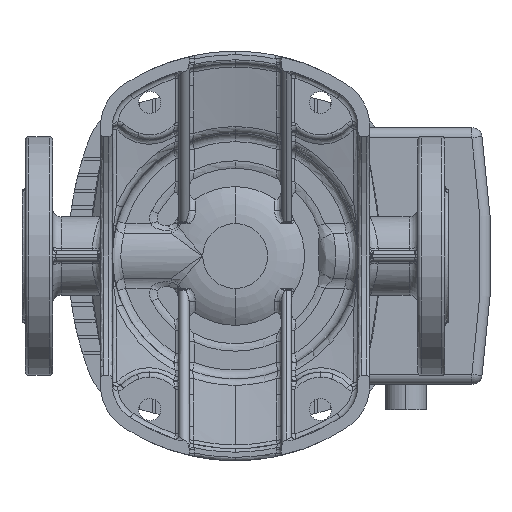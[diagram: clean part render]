
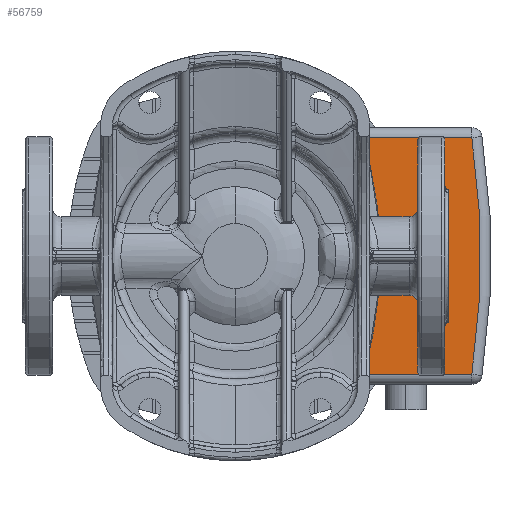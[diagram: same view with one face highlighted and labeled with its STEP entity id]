
A CAD part, front view. The second image highlights one B-rep face of the part: STEP entity #56759.
In plain terms, the highlighted face is planar.
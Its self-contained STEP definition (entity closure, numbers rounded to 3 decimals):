
#476 = DIRECTION ( 'NONE',  ( 1., 0., 0. ) ) ;
#577 = EDGE_CURVE ( 'NONE', #29054, #32077, #16348, .T. ) ;
#988 = DIRECTION ( 'NONE',  ( 0., -1., 0. ) ) ;
#1158 = CARTESIAN_POINT ( 'NONE',  ( -98., 56., -106. ) ) ;
#1617 = LINE ( 'NONE', #59367, #56128 ) ;
#3103 = CIRCLE ( 'NONE', #41764, 462. ) ;
#3400 = DIRECTION ( 'NONE',  ( 0., 0., 1. ) ) ;
#3479 = EDGE_CURVE ( 'NONE', #10414, #18445, #10839, .T. ) ;
#5913 = ORIENTED_EDGE ( 'NONE', *, *, #19429, .T. ) ;
#6207 = VECTOR ( 'NONE', #21744, 1000. ) ;
#6903 = CIRCLE ( 'NONE', #48854, 196. ) ;
#7022 = EDGE_LOOP ( 'NONE', ( #22264, #51543, #39005, #36991, #34423, #56209, #63912, #52283, #60882, #5913 ) ) ;
#7143 = CARTESIAN_POINT ( 'NONE',  ( 61.937, 56., -106. ) ) ;
#7200 = FACE_OUTER_BOUND ( 'NONE', #7022, .T. ) ;
#7760 = CIRCLE ( 'NONE', #28768, 196. ) ;
#9462 = VERTEX_POINT ( 'NONE', #11252 ) ;
#10414 = VERTEX_POINT ( 'NONE', #7143 ) ;
#10839 = LINE ( 'NONE', #1158, #14811 ) ;
#11013 = CARTESIAN_POINT ( 'NONE',  ( 98., 0., -106. ) ) ;
#11252 = CARTESIAN_POINT ( 'NONE',  ( -69.25, 138.781, -106. ) ) ;
#12783 = CARTESIAN_POINT ( 'NONE',  ( 89.222, 58., -106. ) ) ;
#12912 = CARTESIAN_POINT ( 'NONE',  ( 89.83, 56., -106. ) ) ;
#13245 = EDGE_CURVE ( 'NONE', #29054, #31794, #1617, .T. ) ;
#13423 = EDGE_CURVE ( 'NONE', #32077, #9462, #3103, .T. ) ;
#14811 = VECTOR ( 'NONE', #476, 1000. ) ;
#15225 = VECTOR ( 'NONE', #37307, 1000. ) ;
#16348 = LINE ( 'NONE', #63727, #57761 ) ;
#16887 = LINE ( 'NONE', #46728, #15225 ) ;
#18445 = VERTEX_POINT ( 'NONE', #12912 ) ;
#19374 = VERTEX_POINT ( 'NONE', #33859 ) ;
#19429 = EDGE_CURVE ( 'NONE', #18445, #31794, #6903, .T. ) ;
#21744 = DIRECTION ( 'NONE',  ( 1., 0., 0. ) ) ;
#22264 = ORIENTED_EDGE ( 'NONE', *, *, #13245, .F. ) ;
#24177 = AXIS2_PLACEMENT_3D ( 'NONE', #66788, #36345, #30123 ) ;
#25307 = CARTESIAN_POINT ( 'NONE',  ( -98., 56., -106. ) ) ;
#27046 = LINE ( 'NONE', #36039, #47156 ) ;
#27797 = VERTEX_POINT ( 'NONE', #45608 ) ;
#28282 = DIRECTION ( 'NONE',  ( 0., 0., 1. ) ) ;
#28768 = AXIS2_PLACEMENT_3D ( 'NONE', #11013, #53204, #47668 ) ;
#29054 = VERTEX_POINT ( 'NONE', #67147 ) ;
#29171 = EDGE_CURVE ( 'NONE', #45657, #65705, #48381, .T. ) ;
#30123 = DIRECTION ( 'NONE',  ( 1., 0., 0. ) ) ;
#30835 = EDGE_CURVE ( 'NONE', #27797, #19374, #27046, .T. ) ;
#31794 = VERTEX_POINT ( 'NONE', #12783 ) ;
#32077 = VERTEX_POINT ( 'NONE', #63922 ) ;
#32678 = DIRECTION ( 'NONE',  ( 0., 0., 1. ) ) ;
#33019 = EDGE_CURVE ( 'NONE', #9462, #19374, #16887, .T. ) ;
#33859 = CARTESIAN_POINT ( 'NONE',  ( -69.25, 58., -106. ) ) ;
#34423 = ORIENTED_EDGE ( 'NONE', *, *, #30835, .F. ) ;
#35580 = CARTESIAN_POINT ( 'NONE',  ( -89.83, 56., -106. ) ) ;
#36039 = CARTESIAN_POINT ( 'NONE',  ( -98., 58., -106. ) ) ;
#36345 = DIRECTION ( 'NONE',  ( 0., 0., -1. ) ) ;
#36991 = ORIENTED_EDGE ( 'NONE', *, *, #33019, .T. ) ;
#37307 = DIRECTION ( 'NONE',  ( 0., -1., 0. ) ) ;
#37504 = CARTESIAN_POINT ( 'NONE',  ( 0., -318., -106. ) ) ;
#39005 = ORIENTED_EDGE ( 'NONE', *, *, #13423, .T. ) ;
#39710 = CARTESIAN_POINT ( 'NONE',  ( -98., 0., -106. ) ) ;
#41764 = AXIS2_PLACEMENT_3D ( 'NONE', #37504, #32678, #62762 ) ;
#44139 = DIRECTION ( 'NONE',  ( 1., 0., 0. ) ) ;
#44562 = EDGE_CURVE ( 'NONE', #65705, #10414, #45163, .T. ) ;
#45163 = CIRCLE ( 'NONE', #24177, 83.5 ) ;
#45608 = CARTESIAN_POINT ( 'NONE',  ( -89.222, 58., -106. ) ) ;
#45657 = VERTEX_POINT ( 'NONE', #35580 ) ;
#45686 = AXIS2_PLACEMENT_3D ( 'NONE', #48370, #28282, #988 ) ;
#46728 = CARTESIAN_POINT ( 'NONE',  ( -69.25, 98., -106. ) ) ;
#46755 = DIRECTION ( 'NONE',  ( 1., 0., 0. ) ) ;
#47156 = VECTOR ( 'NONE', #46755, 1000. ) ;
#47668 = DIRECTION ( 'NONE',  ( 1., 0., 0. ) ) ;
#48370 = CARTESIAN_POINT ( 'NONE',  ( 56., 98., -106. ) ) ;
#48381 = LINE ( 'NONE', #25307, #6207 ) ;
#48854 = AXIS2_PLACEMENT_3D ( 'NONE', #39710, #3400, #66680 ) ;
#49706 = CARTESIAN_POINT ( 'NONE',  ( -61.937, 56., -106. ) ) ;
#49858 = EDGE_CURVE ( 'NONE', #27797, #45657, #7760, .T. ) ;
#51543 = ORIENTED_EDGE ( 'NONE', *, *, #577, .T. ) ;
#52283 = ORIENTED_EDGE ( 'NONE', *, *, #44562, .T. ) ;
#53204 = DIRECTION ( 'NONE',  ( 0., 0., 1. ) ) ;
#56128 = VECTOR ( 'NONE', #44139, 1000. ) ;
#56209 = ORIENTED_EDGE ( 'NONE', *, *, #49858, .T. ) ;
#56759 = ADVANCED_FACE ( 'NONE', ( #7200 ), #60079, .T. ) ;
#57761 = VECTOR ( 'NONE', #59219, 1000. ) ;
#59219 = DIRECTION ( 'NONE',  ( 0., 1., 0. ) ) ;
#59367 = CARTESIAN_POINT ( 'NONE',  ( -98., 58., -106. ) ) ;
#60079 = PLANE ( 'NONE',  #45686 ) ;
#60882 = ORIENTED_EDGE ( 'NONE', *, *, #3479, .T. ) ;
#62762 = DIRECTION ( 'NONE',  ( 0., -1., 0. ) ) ;
#63727 = CARTESIAN_POINT ( 'NONE',  ( 69.25, 98., -106. ) ) ;
#63912 = ORIENTED_EDGE ( 'NONE', *, *, #29171, .T. ) ;
#63922 = CARTESIAN_POINT ( 'NONE',  ( 69.25, 138.781, -106. ) ) ;
#65705 = VERTEX_POINT ( 'NONE', #49706 ) ;
#66680 = DIRECTION ( 'NONE',  ( 1., 0., 0. ) ) ;
#66788 = CARTESIAN_POINT ( 'NONE',  ( 0., 0., -106. ) ) ;
#67147 = CARTESIAN_POINT ( 'NONE',  ( 69.25, 58., -106. ) ) ;
